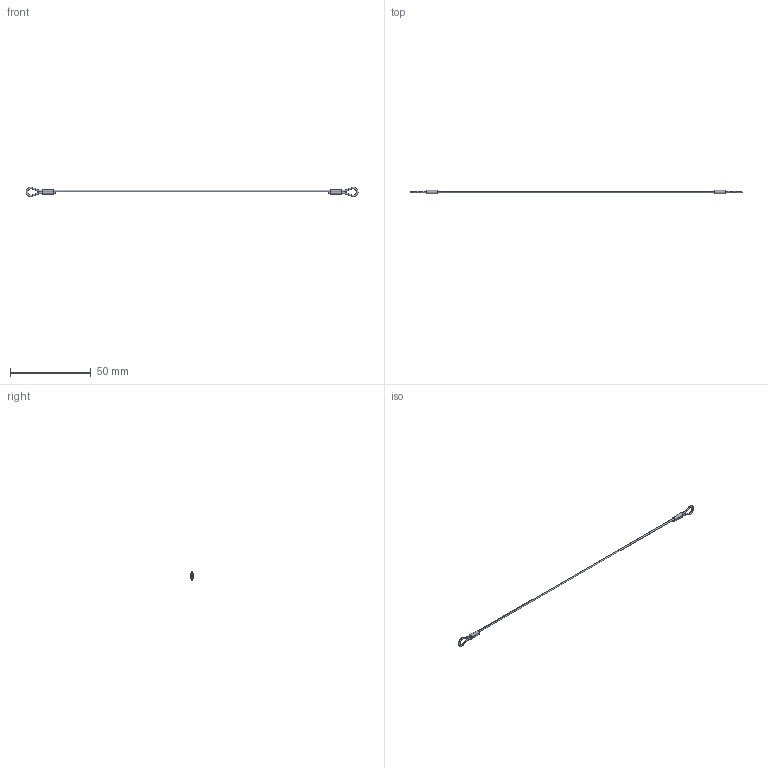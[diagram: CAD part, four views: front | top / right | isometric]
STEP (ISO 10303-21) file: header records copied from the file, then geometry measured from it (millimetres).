
FILE_DESCRIPTION( (''), '2;1');
FILE_NAME ('PC013.57684.TM_173_D1_8803.stp','2025-06-04T13:37:15',(''),(''),'spGate 19.8.4 (****-****-****-****)','','');
FILE_SCHEMA (('AUTOMOTIVE_DESIGN'));
Length unit declared in the file: millimetre
Products named in the file (8): Assembly; PC013-prt0; PC013-prt1; PC013-prt2; PC013-prt3; PC013-prt4; unit_M5; TM_173_D1_M2
Assembly tree (8 placements, depth 2):
  Assembly
    PC013-prt0
    PC013-prt1
    PC013-prt2
    PC013-prt3
    PC013-prt4
    unit_M5
    TM_173_D1_M2  x2
Bounding box: 206 x 2 x 5.99 mm (x, y, z)
Volume: 243.7 mm3; surface area: 989.2 mm2
Topology: 3 solids, 3 shells, 48 faces, 107 edges, 69 vertices
Faces by surface type: cylinder 30, bspline 12, plane 6
Entity records: 2180 total; most frequent: CARTESIAN_POINT 532, DIRECTION 190, ORIENTED_EDGE 156, COLOUR_RGB 123, PRESENTATION_STYLE_ASSIGNMENT 123, STYLED_ITEM 123, AXIS2_PLACEMENT_3D 90, DRAUGHTING_PRE_DEFINED_CURVE_FONT 83
